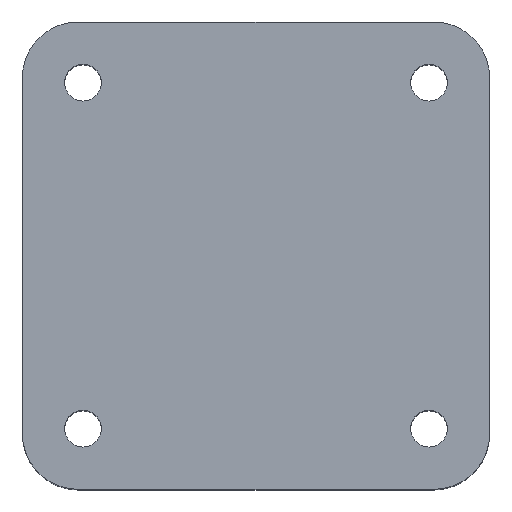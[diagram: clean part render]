
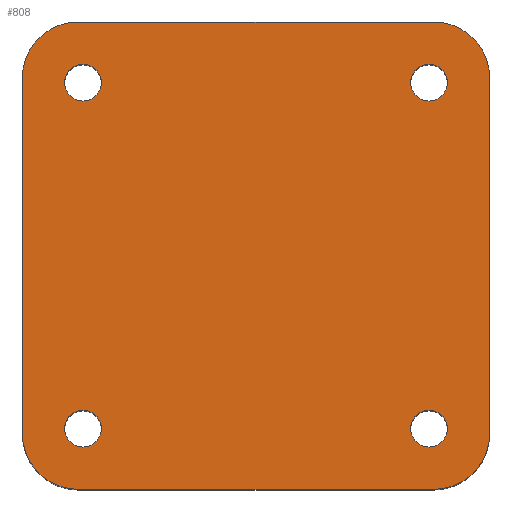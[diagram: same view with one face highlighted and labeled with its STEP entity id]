
A CAD part, top view. The second image highlights one B-rep face of the part: STEP entity #808.
In plain terms, the highlighted planar face has unit normal (0, 0, 1).
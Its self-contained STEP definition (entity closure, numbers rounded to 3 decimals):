
#20=FACE_BOUND('',#169,.T.);
#21=FACE_BOUND('',#170,.T.);
#22=FACE_BOUND('',#171,.T.);
#23=FACE_BOUND('',#172,.T.);
#74=CIRCLE('',#878,5.);
#75=CIRCLE('',#880,5.);
#76=CIRCLE('',#884,1.65);
#77=CIRCLE('',#886,1.65);
#78=CIRCLE('',#889,1.65);
#79=CIRCLE('',#891,1.65);
#80=CIRCLE('',#893,5.);
#81=CIRCLE('',#895,5.);
#122=FACE_OUTER_BOUND('',#168,.T.);
#168=EDGE_LOOP('',(#733,#734,#735,#736,#737,#738,#739,#740));
#169=EDGE_LOOP('',(#741));
#170=EDGE_LOOP('',(#742));
#171=EDGE_LOOP('',(#743));
#172=EDGE_LOOP('',(#744));
#182=LINE('',#1148,#254);
#220=LINE('',#1379,#292);
#236=LINE('',#1432,#308);
#244=LINE('',#1466,#316);
#254=VECTOR('',#917,10.);
#292=VECTOR('',#1013,10.);
#308=VECTOR('',#1071,10.);
#316=VECTOR('',#1119,10.);
#331=VERTEX_POINT('',#1145);
#332=VERTEX_POINT('',#1147);
#373=VERTEX_POINT('',#1376);
#374=VERTEX_POINT('',#1378);
#389=VERTEX_POINT('',#1428);
#390=VERTEX_POINT('',#1430);
#391=VERTEX_POINT('',#1436);
#392=VERTEX_POINT('',#1443);
#393=VERTEX_POINT('',#1447);
#394=VERTEX_POINT('',#1452);
#395=VERTEX_POINT('',#1456);
#396=VERTEX_POINT('',#1462);
#408=EDGE_CURVE('',#331,#332,#182,.T.);
#468=EDGE_CURVE('',#373,#374,#220,.T.);
#496=EDGE_CURVE('',#390,#389,#236,.T.);
#497=EDGE_CURVE('',#373,#389,#74,.T.);
#499=EDGE_CURVE('',#391,#374,#75,.T.);
#502=EDGE_CURVE('',#392,#392,#76,.T.);
#504=EDGE_CURVE('',#393,#393,#77,.T.);
#506=EDGE_CURVE('',#394,#394,#78,.T.);
#508=EDGE_CURVE('',#395,#395,#79,.T.);
#509=EDGE_CURVE('',#390,#332,#80,.T.);
#511=EDGE_CURVE('',#331,#396,#81,.T.);
#512=EDGE_CURVE('',#391,#396,#244,.T.);
#733=ORIENTED_EDGE('',*,*,#499,.T.);
#734=ORIENTED_EDGE('',*,*,#468,.F.);
#735=ORIENTED_EDGE('',*,*,#497,.T.);
#736=ORIENTED_EDGE('',*,*,#496,.F.);
#737=ORIENTED_EDGE('',*,*,#509,.T.);
#738=ORIENTED_EDGE('',*,*,#408,.F.);
#739=ORIENTED_EDGE('',*,*,#511,.T.);
#740=ORIENTED_EDGE('',*,*,#512,.F.);
#741=ORIENTED_EDGE('',*,*,#508,.T.);
#742=ORIENTED_EDGE('',*,*,#506,.T.);
#743=ORIENTED_EDGE('',*,*,#504,.T.);
#744=ORIENTED_EDGE('',*,*,#502,.T.);
#767=PLANE('',#897);
#808=ADVANCED_FACE('',(#122,#20,#21,#22,#23),#767,.T.);
#878=AXIS2_PLACEMENT_3D('',#1434,#1074,#1075);
#880=AXIS2_PLACEMENT_3D('',#1438,#1079,#1080);
#884=AXIS2_PLACEMENT_3D('',#1445,#1089,#1090);
#886=AXIS2_PLACEMENT_3D('',#1449,#1094,#1095);
#889=AXIS2_PLACEMENT_3D('',#1454,#1101,#1102);
#891=AXIS2_PLACEMENT_3D('',#1458,#1106,#1107);
#893=AXIS2_PLACEMENT_3D('',#1460,#1110,#1111);
#895=AXIS2_PLACEMENT_3D('',#1464,#1115,#1116);
#897=AXIS2_PLACEMENT_3D('',#1467,#1120,#1121);
#917=DIRECTION('',(0.,-1.,0.));
#1013=DIRECTION('',(0.,1.,0.));
#1071=DIRECTION('',(-1.,0.,0.));
#1074=DIRECTION('center_axis',(0.,0.,1.));
#1075=DIRECTION('ref_axis',(-1.,0.,0.));
#1079=DIRECTION('center_axis',(0.,0.,1.));
#1080=DIRECTION('ref_axis',(0.,1.,0.));
#1089=DIRECTION('center_axis',(0.,0.,-1.));
#1090=DIRECTION('ref_axis',(1.,0.,0.));
#1094=DIRECTION('center_axis',(0.,0.,-1.));
#1095=DIRECTION('ref_axis',(1.,0.,0.));
#1101=DIRECTION('center_axis',(0.,0.,-1.));
#1102=DIRECTION('ref_axis',(1.,0.,0.));
#1106=DIRECTION('center_axis',(0.,0.,-1.));
#1107=DIRECTION('ref_axis',(1.,0.,0.));
#1110=DIRECTION('center_axis',(0.,0.,1.));
#1111=DIRECTION('ref_axis',(0.,-1.,0.));
#1115=DIRECTION('center_axis',(0.,0.,1.));
#1116=DIRECTION('ref_axis',(1.,0.,0.));
#1119=DIRECTION('',(1.,0.,0.));
#1120=DIRECTION('center_axis',(0.,0.,1.));
#1121=DIRECTION('ref_axis',(1.,0.,0.));
#1145=CARTESIAN_POINT('',(36.55,31.55,0.));
#1147=CARTESIAN_POINT('',(36.55,-0.45,0.));
#1148=CARTESIAN_POINT('',(36.55,31.55,0.));
#1376=CARTESIAN_POINT('',(-5.45,-0.45,0.));
#1378=CARTESIAN_POINT('',(-5.45,31.55,0.));
#1379=CARTESIAN_POINT('',(-5.45,-0.45,0.));
#1428=CARTESIAN_POINT('',(-0.45,-5.45,0.));
#1430=CARTESIAN_POINT('',(31.55,-5.45,0.));
#1432=CARTESIAN_POINT('',(31.55,-5.45,0.));
#1434=CARTESIAN_POINT('Origin',(-0.45,-0.45,0.));
#1436=CARTESIAN_POINT('',(-0.45,36.55,0.));
#1438=CARTESIAN_POINT('Origin',(-0.45,31.55,0.));
#1443=CARTESIAN_POINT('',(-1.65,0.,0.));
#1445=CARTESIAN_POINT('Origin',(0.,0.,0.));
#1447=CARTESIAN_POINT('',(29.45,31.1,0.));
#1449=CARTESIAN_POINT('Origin',(31.1,31.1,0.));
#1452=CARTESIAN_POINT('',(-1.65,31.1,0.));
#1454=CARTESIAN_POINT('Origin',(0.,31.1,0.));
#1456=CARTESIAN_POINT('',(29.45,0.,0.));
#1458=CARTESIAN_POINT('Origin',(31.1,0.,0.));
#1460=CARTESIAN_POINT('Origin',(31.55,-0.45,0.));
#1462=CARTESIAN_POINT('',(31.55,36.55,0.));
#1464=CARTESIAN_POINT('Origin',(31.55,31.55,0.));
#1466=CARTESIAN_POINT('',(-0.45,36.55,0.));
#1467=CARTESIAN_POINT('Origin',(15.55,15.55,0.));
